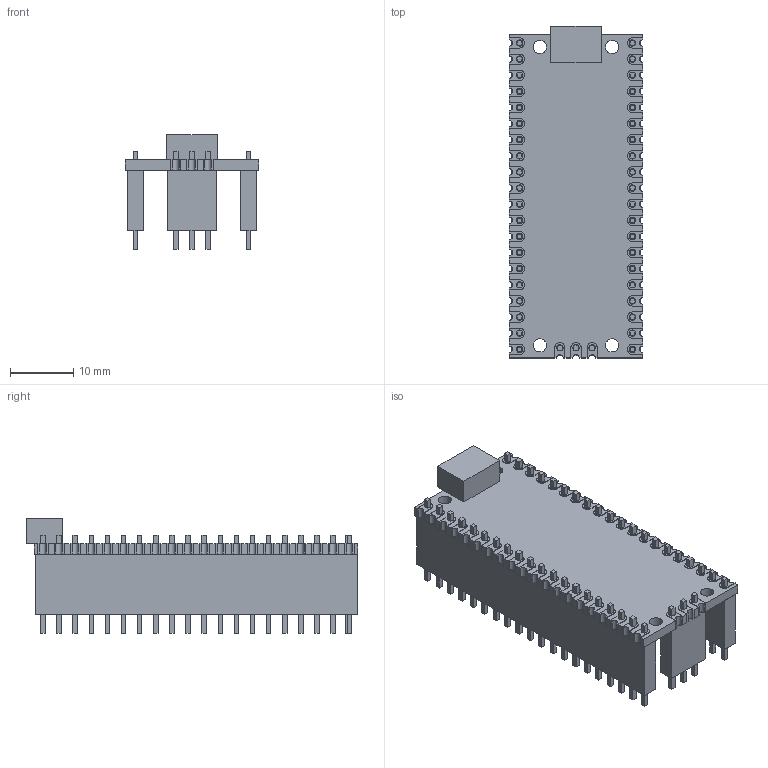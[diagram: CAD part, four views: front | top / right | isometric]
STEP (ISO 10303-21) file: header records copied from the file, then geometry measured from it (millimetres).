
FILE_DESCRIPTION(('Open CASCADE Model'),'2;1');
FILE_NAME('Open CASCADE Shape Model','2026-01-20T22:49:08',('Author'),( 'Open CASCADE'),'Open CASCADE STEP processor 7.8','Open CASCADE 7.8' ,'Unknown');
FILE_SCHEMA(('AUTOMOTIVE_DESIGN { 1 0 10303 214 1 1 1 1 }'));
Length unit declared in the file: millimetre
Products named in the file (7): Pico (THT); PCB; PAD1; USB; HEADER1; HEADER3; PIN1
Assembly tree (91 placements, depth 2):
  Pico (THT)
    PCB
    PAD1  x43
    USB
    HEADER1  x2
    HEADER3
    PIN1  x43
Bounding box: 21 x 52.3 x 18.1 mm (x, y, z)
Volume: 4724 mm3; surface area: 8249.8 mm2
Topology: 91 solids, 91 shells, 851 faces, 2007 edges, 1338 vertices
Faces by surface type: plane 675, cylinder 176
Full cylindrical faces by diameter (mm): 1 x43, 2.1 x4
Entity records: 7783 total; most frequent: DIRECTION 1323, CARTESIAN_POINT 1322, ORIENTED_EDGE 1218, EDGE_CURVE 609, LINE 509, VECTOR 509, AXIS2_PLACEMENT_3D 407, VERTEX_POINT 406
